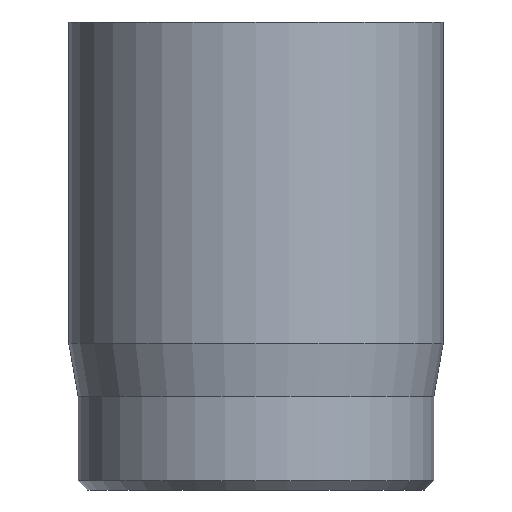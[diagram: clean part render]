
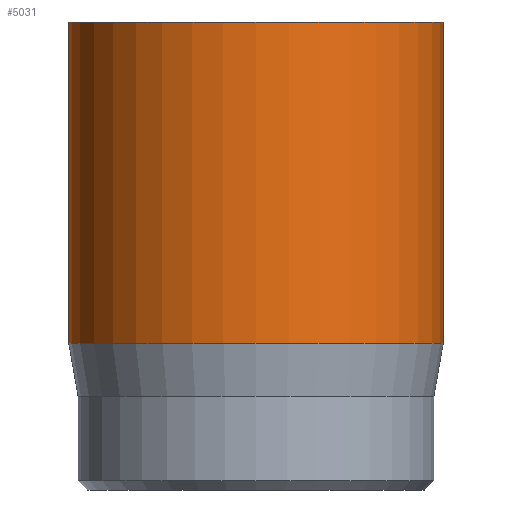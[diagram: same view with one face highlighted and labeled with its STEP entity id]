
A CAD part, front view. The second image highlights one B-rep face of the part: STEP entity #5031.
In plain terms, the highlighted cylindrical face has radius 2 mm (diameter 4 mm), a full revolution.
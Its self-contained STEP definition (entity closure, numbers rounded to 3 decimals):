
#31=CYLINDRICAL_SURFACE('',#5228,2.);
#44=CIRCLE('',#5204,2.);
#55=CIRCLE('',#5226,2.);
#56=CIRCLE('',#5227,2.);
#786=FACE_OUTER_BOUND('',#1079,.T.);
#1079=EDGE_LOOP('',(#4564,#4565,#4566,#4567,#4568));
#1493=LINE('',#9281,#1913);
#1913=VECTOR('',#5902,2.);
#2394=VERTEX_POINT('',#9237);
#2405=VERTEX_POINT('',#9275);
#2406=VERTEX_POINT('',#9276);
#3114=EDGE_CURVE('',#2394,#2394,#44,.T.);
#3130=EDGE_CURVE('',#2405,#2406,#55,.T.);
#3131=EDGE_CURVE('',#2406,#2405,#56,.T.);
#3133=EDGE_CURVE('',#2394,#2405,#1493,.T.);
#4564=ORIENTED_EDGE('',*,*,#3114,.T.);
#4565=ORIENTED_EDGE('',*,*,#3133,.T.);
#4566=ORIENTED_EDGE('',*,*,#3130,.T.);
#4567=ORIENTED_EDGE('',*,*,#3131,.T.);
#4568=ORIENTED_EDGE('',*,*,#3133,.F.);
#5031=ADVANCED_FACE('',(#786),#31,.T.);
#5204=AXIS2_PLACEMENT_3D('',#9238,#5846,#5847);
#5226=AXIS2_PLACEMENT_3D('',#9277,#5895,#5896);
#5227=AXIS2_PLACEMENT_3D('',#9278,#5897,#5898);
#5228=AXIS2_PLACEMENT_3D('',#9280,#5900,#5901);
#5846=DIRECTION('center_axis',(0.,0.,-1.));
#5847=DIRECTION('ref_axis',(-1.,0.,0.));
#5895=DIRECTION('center_axis',(0.,0.,1.));
#5896=DIRECTION('ref_axis',(-1.,0.,0.));
#5897=DIRECTION('center_axis',(0.,0.,1.));
#5898=DIRECTION('ref_axis',(-1.,0.,0.));
#5900=DIRECTION('center_axis',(0.,0.,1.));
#5901=DIRECTION('ref_axis',(-1.,0.,0.));
#5902=DIRECTION('',(0.,0.,-1.));
#9237=CARTESIAN_POINT('',(2.,0.,5.));
#9238=CARTESIAN_POINT('Origin',(0.,0.,5.));
#9275=CARTESIAN_POINT('',(2.,0.,1.567));
#9276=CARTESIAN_POINT('',(-2.,0.,1.567));
#9277=CARTESIAN_POINT('Origin',(0.,0.,1.567));
#9278=CARTESIAN_POINT('Origin',(0.,0.,1.567));
#9280=CARTESIAN_POINT('Origin',(0.,0.,0.));
#9281=CARTESIAN_POINT('',(2.,0.,0.));
